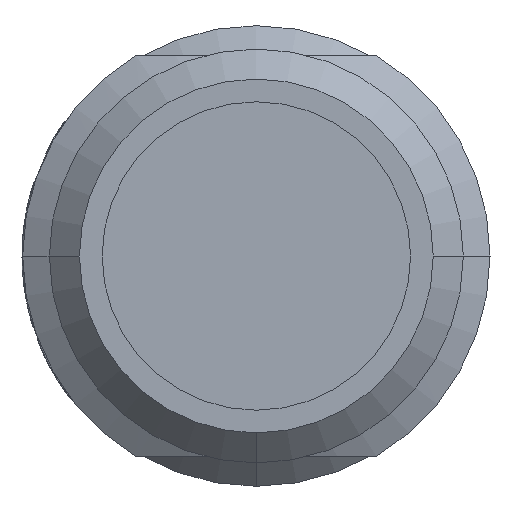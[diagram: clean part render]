
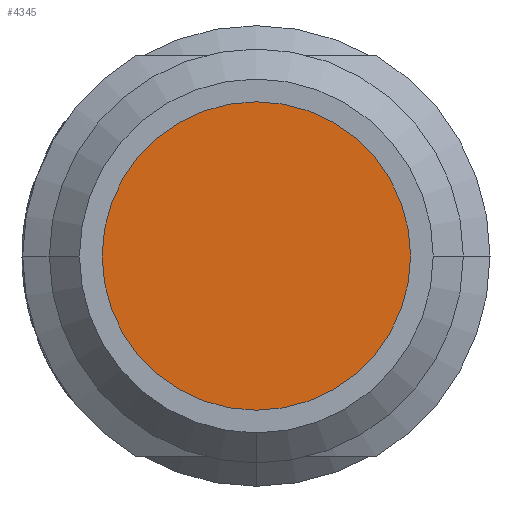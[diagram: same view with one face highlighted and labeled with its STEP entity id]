
A CAD part, left-side view. The second image highlights one B-rep face of the part: STEP entity #4345.
In plain terms, the highlighted planar face has unit normal (-1, 0, 0).
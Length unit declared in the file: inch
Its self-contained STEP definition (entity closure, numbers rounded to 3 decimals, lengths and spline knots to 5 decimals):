
#414 = AXIS2_PLACEMENT_3D ( 'NONE', #3651, #2139, #5038 ) ;
#491 = PLANE ( 'NONE',  #3852 ) ;
#524 = DIRECTION ( 'NONE',  ( 0., 0., 1. ) ) ;
#572 = EDGE_LOOP ( 'NONE', ( #5820, #1416, #4172 ) ) ;
#937 = CARTESIAN_POINT ( 'NONE',  ( 0.07677, 0.09094, 0. ) ) ;
#1371 = CARTESIAN_POINT ( 'NONE',  ( 0.07677, 0., 0.09094 ) ) ;
#1416 = ORIENTED_EDGE ( 'NONE', *, *, #4856, .T. ) ;
#2060 = CARTESIAN_POINT ( 'NONE',  ( 0.07677, -0.09094, 0. ) ) ;
#2139 = DIRECTION ( 'NONE',  ( -1., 0., 0. ) ) ;
#2146 = DIRECTION ( 'NONE',  ( 0., 0., 1. ) ) ;
#2300 = CIRCLE ( 'NONE', #414, 0.09094 ) ;
#2766 = EDGE_CURVE ( 'NONE', #4399, #4478, #2781, .T. ) ;
#2781 = CIRCLE ( 'NONE', #3507, 0.09094 ) ;
#2809 = CARTESIAN_POINT ( 'NONE',  ( 0.07677, 0., 0. ) ) ;
#3507 = AXIS2_PLACEMENT_3D ( 'NONE', #2809, #6326, #3834 ) ;
#3651 = CARTESIAN_POINT ( 'NONE',  ( 0.07677, 0., 0. ) ) ;
#3834 = DIRECTION ( 'NONE',  ( 0., 0., 1. ) ) ;
#3852 = AXIS2_PLACEMENT_3D ( 'NONE', #4456, #4425, #524 ) ;
#4062 = DIRECTION ( 'NONE',  ( -1., 0., 0. ) ) ;
#4091 = CARTESIAN_POINT ( 'NONE',  ( 0.07677, 0., 0. ) ) ;
#4159 = AXIS2_PLACEMENT_3D ( 'NONE', #4091, #4062, #2146 ) ;
#4172 = ORIENTED_EDGE ( 'NONE', *, *, #6494, .T. ) ;
#4278 = VERTEX_POINT ( 'NONE', #1371 ) ;
#4345 = ADVANCED_FACE ( 'NONE', ( #4491 ), #491, .T. ) ;
#4399 = VERTEX_POINT ( 'NONE', #937 ) ;
#4425 = DIRECTION ( 'NONE',  ( -1., 0., 0. ) ) ;
#4456 = CARTESIAN_POINT ( 'NONE',  ( 0.07677, 0., 0. ) ) ;
#4478 = VERTEX_POINT ( 'NONE', #2060 ) ;
#4491 = FACE_OUTER_BOUND ( 'NONE', #572, .T. ) ;
#4856 = EDGE_CURVE ( 'NONE', #4478, #4278, #5319, .T. ) ;
#5038 = DIRECTION ( 'NONE',  ( 0., 0., 1. ) ) ;
#5319 = CIRCLE ( 'NONE', #4159, 0.09094 ) ;
#5820 = ORIENTED_EDGE ( 'NONE', *, *, #2766, .T. ) ;
#6326 = DIRECTION ( 'NONE',  ( -1., 0., 0. ) ) ;
#6494 = EDGE_CURVE ( 'NONE', #4278, #4399, #2300, .T. ) ;
